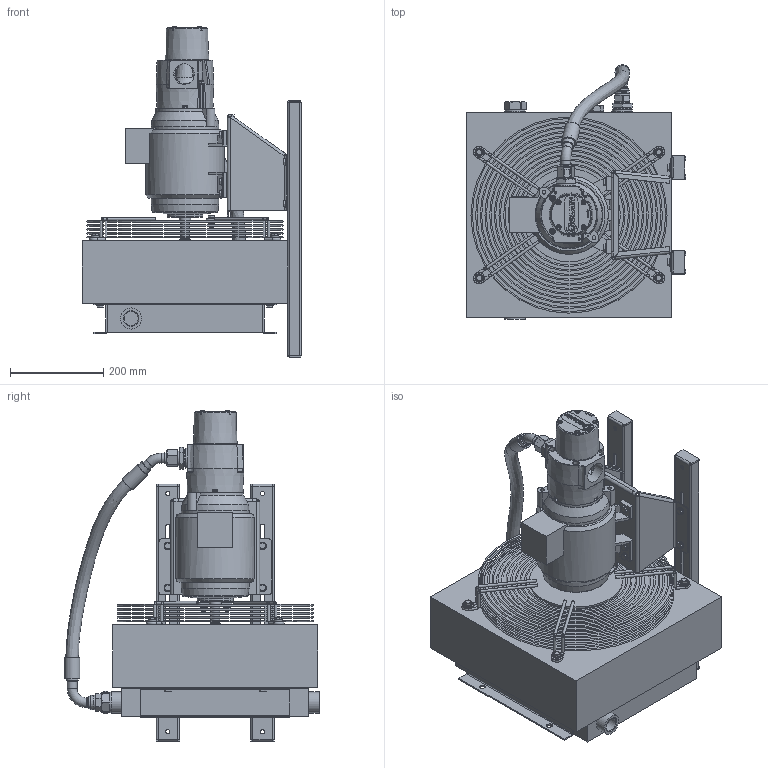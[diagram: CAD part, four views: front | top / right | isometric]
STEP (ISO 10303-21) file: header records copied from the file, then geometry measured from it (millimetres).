
FILE_DESCRIPTION( ( 'Unknown' ), '1' );
FILE_NAME( 'LOC2-011-4-D-D.stp', 'Unknown', ( 'Unknown' ), ( 'Unknown' ), 'PSStep 14.0', 'Unknown', ' ' );
FILE_SCHEMA( ( 'AUTOMOTIVE_DESIGN { 1 0 10303 214 1 1 1 1 }' ) );
Length unit declared in the file: millimetre
Products named in the file (136): Assem1; LOC2-011-4-D-D; LOC2-011-4-D-D_0; LOC2-011-4-D-D_1; LOC2-011-4-D-D_2; LOC2-011-4-D-D_3; LOC2-011-4-D-D_4; LOC2-011-4-D-D_5; LOC2-011-4-D-D_6; LOC2-011-4-D-D_7; LOC2-011-4-D-D_8; LOC2-011-4-D-D_9; LOC2-011-4-D-D_10; LOC2-011-4-D-D_11; LOC2-011-4-D-D_12; LOC2-011-4-D-D_13; LOC2-011-4-D-D_14; LOC2-011-4-D-D_15; LOC2-011-4-D-D_16; LOC2-011-4-D-D_17; LOC2-011-4-D-D_18; LOC2-011-4-D-D_19; LOC2-011-4-D-D_20; LOC2-011-4-D-D_21; LOC2-011-4-D-D_22; LOC2-011-4-D-D_23; LOC2-011-4-D-D_24; LOC2-011-4-D-D_25; LOC2-011-4-D-D_26; LOC2-011-4-D-D_27; LOC2-011-4-D-D_28; LOC2-011-4-D-D_29; LOC2-011-4-D-D_30; LOC2-011-4-D-D_42; LOC2-011-4-D-D_43; LOC2-011-4-D-D_44; LOC2-011-4-D-D_45; LOC2-011-4-D-D_46; LOC2-011-4-D-D_47; LOC2-011-4-D-D_48 ...
Assembly tree (135 placements, depth 2):
  Assem1
    LOC2-011-4-D-D
    LOC2-011-4-D-D_0
    LOC2-011-4-D-D_1
    LOC2-011-4-D-D_2
    LOC2-011-4-D-D_3
    LOC2-011-4-D-D_4
    LOC2-011-4-D-D_5
    LOC2-011-4-D-D_6
    LOC2-011-4-D-D_7
    LOC2-011-4-D-D_8
    LOC2-011-4-D-D_9
    LOC2-011-4-D-D_10
    LOC2-011-4-D-D_11
    LOC2-011-4-D-D_12
    LOC2-011-4-D-D_13
    LOC2-011-4-D-D_14
    LOC2-011-4-D-D_15
    LOC2-011-4-D-D_16
    LOC2-011-4-D-D_17
    LOC2-011-4-D-D_18
    LOC2-011-4-D-D_19
    LOC2-011-4-D-D_20
    LOC2-011-4-D-D_21
    LOC2-011-4-D-D_22
    LOC2-011-4-D-D_23
    LOC2-011-4-D-D_24
    LOC2-011-4-D-D_25
    LOC2-011-4-D-D_26
    LOC2-011-4-D-D_27
    LOC2-011-4-D-D_28
    LOC2-011-4-D-D_29
    LOC2-011-4-D-D_30
    LOC2-011-4-D-D_42
    LOC2-011-4-D-D_43
    LOC2-011-4-D-D_44
    LOC2-011-4-D-D_45
    LOC2-011-4-D-D_46
    LOC2-011-4-D-D_47
    LOC2-011-4-D-D_48
    LOC2-011-4-D-D_49
    LOC2-011-4-D-D_50
    LOC2-011-4-D-D_51
    LOC2-011-4-D-D_52
    LOC2-011-4-D-D_53
    LOC2-011-4-D-D_56
    LOC2-011-4-D-D_57
    LOC2-011-4-D-D_58
    LOC2-011-4-D-D_59
    LOC2-011-4-D-D_61
    LOC2-011-4-D-D_62
    LOC2-011-4-D-D_63
    LOC2-011-4-D-D_64
    LOC2-011-4-D-D_65
    LOC2-011-4-D-D_66
    LOC2-011-4-D-D_67
    LOC2-011-4-D-D_68
    LOC2-011-4-D-D_69
    LOC2-011-4-D-D_70
    LOC2-011-4-D-D_71
Bounding box: 470 x 545.5 x 706.99 mm (x, y, z)
Volume: 41596036.6 mm3; surface area: 2436352.9 mm2
Topology: 135 solids, 141 shells, 2413 faces, 5512 edges, 3434 vertices
Faces by surface type: plane 1112, cylinder 526, cone 459, bspline 197, torus 105, extrusion 14
Full cylindrical faces by diameter (mm): 4 x2, 4.2 x4, 4.917 x13, 4.918 x1, 5.2 x8, 6 x37, 6.4 x4, 6.5 x6, 7 x1, 8 x36, 8.377 x2, 8.4 x32, 8.88 x1, 9 x20, 10 x12, 11 x10, 11.6 x12, 11.63 x20, 12 x5, 13 x2, 13.835 x1, 16 x40, 17 x1, 18.631 x2, 19 x4, 20.752 x1, 20.955 x1, 21 x9, 21.9 x1, 22 x6
Entity records: 93389 total; most frequent: CARTESIAN_POINT 23308, DIRECTION 9832, ORIENTED_EDGE 9344, EDGE_CURVE 4672, AXIS2_PLACEMENT_3D 4052, EDGE_LOOP 3378, VERTEX_POINT 3276, FACE_OUTER_BOUND 2801
